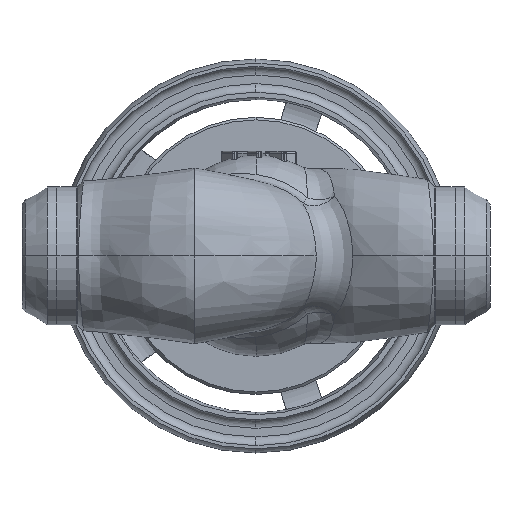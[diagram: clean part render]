
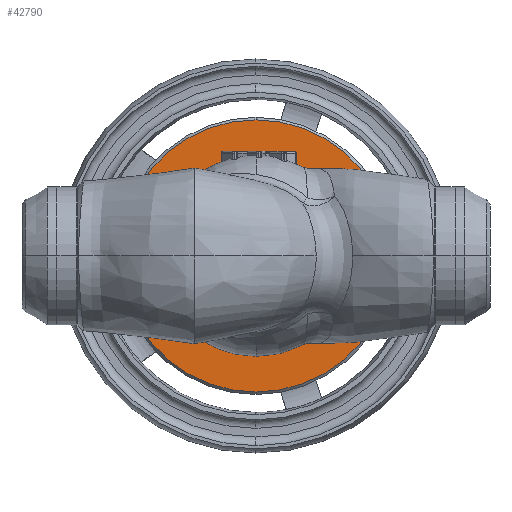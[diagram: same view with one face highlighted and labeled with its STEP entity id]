
A CAD part, front view. The second image highlights one B-rep face of the part: STEP entity #42790.
In plain terms, the highlighted planar face has unit normal (0, -1, 0).
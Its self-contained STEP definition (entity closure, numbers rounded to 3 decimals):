
#621 = CARTESIAN_POINT ( 'NONE',  ( 0., 127., -79.323 ) ) ;
#1266 = CIRCLE ( 'NONE', #30363, 110.5 ) ;
#2346 = CARTESIAN_POINT ( 'NONE',  ( 0., 127., 79.323 ) ) ;
#3619 = AXIS2_PLACEMENT_3D ( 'NONE', #14097, #42940, #21332 ) ;
#6699 = CARTESIAN_POINT ( 'NONE',  ( 0., 127., 0. ) ) ;
#7377 = ORIENTED_EDGE ( 'NONE', *, *, #28485, .T. ) ;
#8260 = CARTESIAN_POINT ( 'NONE',  ( 0., 127., 0. ) ) ;
#9188 = CIRCLE ( 'NONE', #27654, 79.323 ) ;
#10047 = CARTESIAN_POINT ( 'NONE',  ( 0., 127., 0. ) ) ;
#10319 = DIRECTION ( 'NONE',  ( 0., 0., -1. ) ) ;
#10505 = PLANE ( 'NONE',  #3619 ) ;
#11866 = DIRECTION ( 'NONE',  ( 0., 0., 1. ) ) ;
#12402 = VERTEX_POINT ( 'NONE', #2346 ) ;
#13648 = DIRECTION ( 'NONE',  ( 0., 0., -1. ) ) ;
#14097 = CARTESIAN_POINT ( 'NONE',  ( -90.791, 127., 0. ) ) ;
#15133 = VERTEX_POINT ( 'NONE', #33029 ) ;
#15484 = VERTEX_POINT ( 'NONE', #46135 ) ;
#17982 = DIRECTION ( 'NONE',  ( 0., -1., 0. ) ) ;
#19245 = FACE_BOUND ( 'NONE', #20506, .T. ) ;
#20506 = EDGE_LOOP ( 'NONE', ( #42876, #21922 ) ) ;
#21332 = DIRECTION ( 'NONE',  ( 0., 0., 1. ) ) ;
#21479 = ORIENTED_EDGE ( 'NONE', *, *, #45591, .T. ) ;
#21922 = ORIENTED_EDGE ( 'NONE', *, *, #39586, .F. ) ;
#27654 = AXIS2_PLACEMENT_3D ( 'NONE', #10047, #35296, #13648 ) ;
#28157 = CIRCLE ( 'NONE', #29219, 79.323 ) ;
#28485 = EDGE_CURVE ( 'NONE', #15133, #15484, #35481, .T. ) ;
#28821 = FACE_OUTER_BOUND ( 'NONE', #44936, .T. ) ;
#29219 = AXIS2_PLACEMENT_3D ( 'NONE', #6699, #31874, #10319 ) ;
#30363 = AXIS2_PLACEMENT_3D ( 'NONE', #8260, #33458, #11866 ) ;
#31874 = DIRECTION ( 'NONE',  ( 0., -1., 0. ) ) ;
#32151 = VERTEX_POINT ( 'NONE', #621 ) ;
#33029 = CARTESIAN_POINT ( 'NONE',  ( 0., 127., -110.5 ) ) ;
#33458 = DIRECTION ( 'NONE',  ( 0., -1., 0. ) ) ;
#35296 = DIRECTION ( 'NONE',  ( 0., -1., 0. ) ) ;
#35481 = CIRCLE ( 'NONE', #38325, 110.5 ) ;
#38325 = AXIS2_PLACEMENT_3D ( 'NONE', #39539, #17982, #43174 ) ;
#39539 = CARTESIAN_POINT ( 'NONE',  ( 0., 127., 0. ) ) ;
#39586 = EDGE_CURVE ( 'NONE', #12402, #32151, #9188, .T. ) ;
#41447 = EDGE_CURVE ( 'NONE', #32151, #12402, #28157, .T. ) ;
#42790 = ADVANCED_FACE ( 'NONE', ( #28821, #19245 ), #10505, .F. ) ;
#42876 = ORIENTED_EDGE ( 'NONE', *, *, #41447, .F. ) ;
#42940 = DIRECTION ( 'NONE',  ( 0., 1., 0. ) ) ;
#43174 = DIRECTION ( 'NONE',  ( 0., 0., 1. ) ) ;
#44936 = EDGE_LOOP ( 'NONE', ( #21479, #7377 ) ) ;
#45591 = EDGE_CURVE ( 'NONE', #15484, #15133, #1266, .T. ) ;
#46135 = CARTESIAN_POINT ( 'NONE',  ( 0., 127., 110.5 ) ) ;
